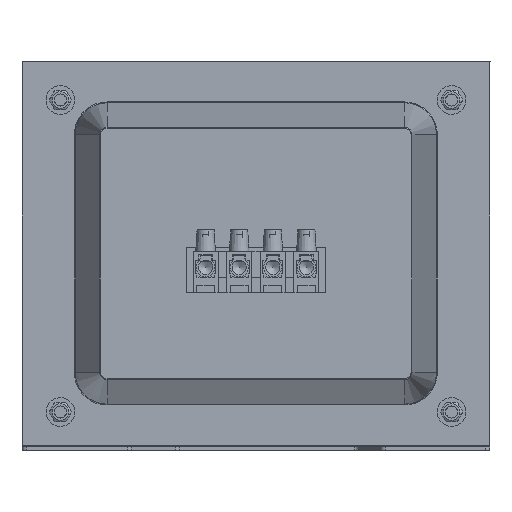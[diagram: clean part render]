
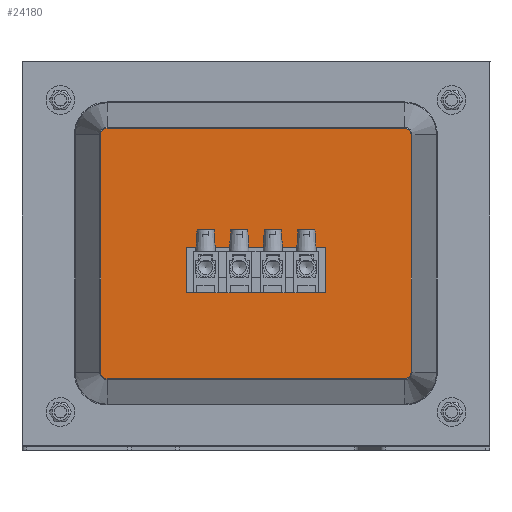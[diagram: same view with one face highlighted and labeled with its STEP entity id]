
A CAD part, front view. The second image highlights one B-rep face of the part: STEP entity #24180.
In plain terms, the highlighted face is planar.
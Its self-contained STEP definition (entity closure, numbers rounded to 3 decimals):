
#1047=FACE_BOUND('',#3762,.T.);
#1296=PLANE('',#26263);
#2350=FACE_OUTER_BOUND('',#3761,.T.);
#3761=EDGE_LOOP('',(#17465,#17466,#17467,#17468,#17469,#17470,#17471,#17472));
#3762=EDGE_LOOP('',(#17473,#17474,#17475,#17476));
#5365=LINE('',#34509,#8012);
#5369=LINE('',#34517,#8016);
#5372=LINE('',#34523,#8019);
#5375=LINE('',#34528,#8022);
#5397=LINE('',#34608,#8044);
#5399=LINE('',#34628,#8046);
#5402=LINE('',#34635,#8049);
#5404=LINE('',#34650,#8051);
#8012=VECTOR('',#28348,10.);
#8016=VECTOR('',#28354,10.);
#8019=VECTOR('',#28359,10.);
#8022=VECTOR('',#28364,10.);
#8044=VECTOR('',#28448,10.);
#8046=VECTOR('',#28472,10.);
#8049=VECTOR('',#28479,10.);
#8051=VECTOR('',#28499,10.);
#10623=CIRCLE('',#26238,2.728);
#10627=CIRCLE('',#26243,2.728);
#10631=CIRCLE('',#26250,2.728);
#10635=CIRCLE('',#26255,2.728);
#11147=VERTEX_POINT('',#34507);
#11148=VERTEX_POINT('',#34508);
#11151=VERTEX_POINT('',#34516);
#11153=VERTEX_POINT('',#34522);
#11180=VERTEX_POINT('',#34605);
#11181=VERTEX_POINT('',#34607);
#11184=VERTEX_POINT('',#34614);
#11185=VERTEX_POINT('',#34619);
#11188=VERTEX_POINT('',#34626);
#11189=VERTEX_POINT('',#34631);
#11192=VERTEX_POINT('',#34638);
#11193=VERTEX_POINT('',#34643);
#13556=EDGE_CURVE('',#11147,#11148,#5365,.T.);
#13560=EDGE_CURVE('',#11151,#11147,#5369,.T.);
#13563=EDGE_CURVE('',#11153,#11151,#5372,.T.);
#13566=EDGE_CURVE('',#11148,#11153,#5375,.T.);
#13605=EDGE_CURVE('',#11180,#11181,#5397,.T.);
#13609=EDGE_CURVE('',#11184,#11180,#10623,.T.);
#13613=EDGE_CURVE('',#11181,#11185,#10627,.T.);
#13615=EDGE_CURVE('',#11188,#11184,#5399,.T.);
#13619=EDGE_CURVE('',#11185,#11189,#5402,.T.);
#13621=EDGE_CURVE('',#11192,#11188,#10631,.T.);
#13625=EDGE_CURVE('',#11189,#11193,#10635,.T.);
#13627=EDGE_CURVE('',#11193,#11192,#5404,.T.);
#17465=ORIENTED_EDGE('',*,*,#13605,.F.);
#17466=ORIENTED_EDGE('',*,*,#13609,.F.);
#17467=ORIENTED_EDGE('',*,*,#13615,.F.);
#17468=ORIENTED_EDGE('',*,*,#13621,.F.);
#17469=ORIENTED_EDGE('',*,*,#13627,.F.);
#17470=ORIENTED_EDGE('',*,*,#13625,.F.);
#17471=ORIENTED_EDGE('',*,*,#13619,.F.);
#17472=ORIENTED_EDGE('',*,*,#13613,.F.);
#17473=ORIENTED_EDGE('',*,*,#13556,.T.);
#17474=ORIENTED_EDGE('',*,*,#13566,.T.);
#17475=ORIENTED_EDGE('',*,*,#13563,.T.);
#17476=ORIENTED_EDGE('',*,*,#13560,.T.);
#24180=ADVANCED_FACE('',(#2350,#1047),#1296,.T.);
#26238=AXIS2_PLACEMENT_3D('',#34616,#28456,#28457);
#26243=AXIS2_PLACEMENT_3D('',#34623,#28466,#28467);
#26250=AXIS2_PLACEMENT_3D('',#34640,#28484,#28485);
#26255=AXIS2_PLACEMENT_3D('',#34647,#28494,#28495);
#26263=AXIS2_PLACEMENT_3D('',#34669,#28519,#28520);
#28348=DIRECTION('',(0.,0.,-1.));
#28354=DIRECTION('',(-1.,0.,0.));
#28359=DIRECTION('',(0.,0.,1.));
#28364=DIRECTION('',(1.,0.,0.));
#28448=DIRECTION('',(1.,0.,0.));
#28456=DIRECTION('center_axis',(0.,-1.,0.));
#28457=DIRECTION('ref_axis',(-0.707,0.,-0.707));
#28466=DIRECTION('center_axis',(0.,-1.,0.));
#28467=DIRECTION('ref_axis',(0.707,0.,-0.707));
#28472=DIRECTION('',(0.,0.,-1.));
#28479=DIRECTION('',(0.,0.,1.));
#28484=DIRECTION('center_axis',(0.,-1.,0.));
#28485=DIRECTION('ref_axis',(-0.707,0.,0.707));
#28494=DIRECTION('center_axis',(0.,-1.,0.));
#28495=DIRECTION('ref_axis',(0.707,0.,0.707));
#28499=DIRECTION('',(-1.,0.,0.));
#28519=DIRECTION('center_axis',(0.,1.,0.));
#28520=DIRECTION('ref_axis',(0.,0.,1.));
#34507=CARTESIAN_POINT('',(-84.613,60.,126.5));
#34508=CARTESIAN_POINT('',(-84.613,60.,68.5));
#34509=CARTESIAN_POINT('',(-84.613,60.,112.04));
#34516=CARTESIAN_POINT('',(-65.613,60.,126.5));
#34517=CARTESIAN_POINT('',(-73.835,60.,126.5));
#34522=CARTESIAN_POINT('',(-65.613,60.,68.5));
#34523=CARTESIAN_POINT('',(-65.613,60.,83.04));
#34528=CARTESIAN_POINT('',(-83.335,60.,68.5));
#34605=CARTESIAN_POINT('',(-131.51,60.,32.901));
#34607=CARTESIAN_POINT('',(-32.606,60.,32.901));
#34608=CARTESIAN_POINT('',(-57.332,60.,32.901));
#34614=CARTESIAN_POINT('',(-134.238,60.,35.629));
#34616=CARTESIAN_POINT('Origin',(-131.51,60.,35.629));
#34619=CARTESIAN_POINT('',(-29.877,60.,35.629));
#34623=CARTESIAN_POINT('Origin',(-32.606,60.,35.629));
#34626=CARTESIAN_POINT('',(-134.238,60.,159.533));
#34628=CARTESIAN_POINT('',(-134.238,60.,66.605));
#34631=CARTESIAN_POINT('',(-29.877,60.,159.533));
#34635=CARTESIAN_POINT('',(-29.877,60.,128.557));
#34638=CARTESIAN_POINT('',(-131.51,60.,162.261));
#34640=CARTESIAN_POINT('Origin',(-131.51,60.,159.533));
#34643=CARTESIAN_POINT('',(-32.606,60.,162.261));
#34647=CARTESIAN_POINT('Origin',(-32.606,60.,159.533));
#34650=CARTESIAN_POINT('',(-106.784,60.,162.261));
#34669=CARTESIAN_POINT('Origin',(-82.058,60.,97.581));
